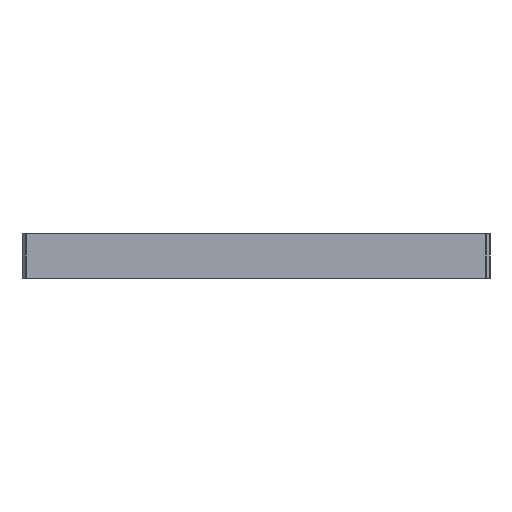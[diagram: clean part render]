
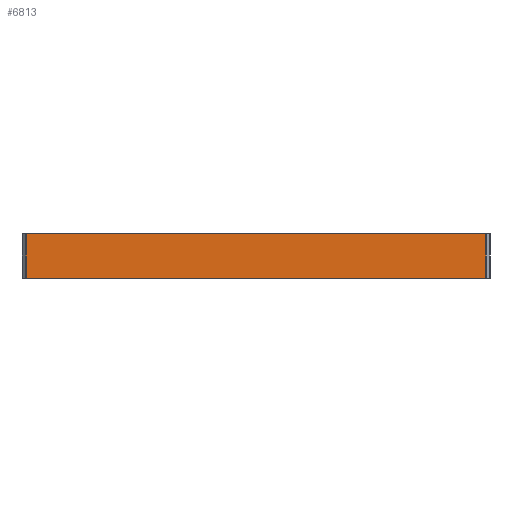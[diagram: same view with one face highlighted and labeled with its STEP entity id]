
A CAD part, front view. The second image highlights one B-rep face of the part: STEP entity #6813.
In plain terms, the highlighted planar face has unit normal (0, -1, 0).
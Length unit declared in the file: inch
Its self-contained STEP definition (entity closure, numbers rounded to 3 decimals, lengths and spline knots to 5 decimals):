
#1111=FACE_OUTER_BOUND('',#1939,.T.);
#1939=EDGE_LOOP('',(#6203,#6204,#6205,#6206));
#1959=LINE('',#10119,#2261);
#2097=LINE('',#11617,#2399);
#2241=LINE('',#11915,#2543);
#2242=LINE('',#11917,#2544);
#2261=VECTOR('',#7848,0.3937);
#2399=VECTOR('',#9614,0.3937);
#2543=VECTOR('',#10044,0.3937);
#2544=VECTOR('',#10047,0.3937);
#3126=VERTEX_POINT('',#10116);
#3127=VERTEX_POINT('',#10118);
#3672=VERTEX_POINT('',#11614);
#3673=VERTEX_POINT('',#11616);
#3698=EDGE_CURVE('',#3126,#3127,#1959,.T.);
#4379=EDGE_CURVE('',#3672,#3673,#2097,.T.);
#4529=EDGE_CURVE('',#3127,#3672,#2241,.T.);
#4530=EDGE_CURVE('',#3673,#3126,#2242,.T.);
#6203=ORIENTED_EDGE('',*,*,#4529,.F.);
#6204=ORIENTED_EDGE('',*,*,#3698,.F.);
#6205=ORIENTED_EDGE('',*,*,#4530,.F.);
#6206=ORIENTED_EDGE('',*,*,#4379,.F.);
#6397=PLANE('',#7807);
#6813=ADVANCED_FACE('',(#1111),#6397,.F.);
#7807=AXIS2_PLACEMENT_3D('',#11916,#10045,#10046);
#7848=DIRECTION('',(0.,0.,-1.));
#9614=DIRECTION('',(0.,0.,1.));
#10044=DIRECTION('',(-1.,0.,0.));
#10045=DIRECTION('center_axis',(0.,1.,0.));
#10046=DIRECTION('ref_axis',(0.,0.,1.));
#10047=DIRECTION('',(1.,0.,0.));
#10116=CARTESIAN_POINT('',(9.475,-28.6894,-2.78867));
#10118=CARTESIAN_POINT('',(9.475,-28.6894,-11.63039));
#10119=CARTESIAN_POINT('',(9.475,-28.6894,-4.95953));
#11614=CARTESIAN_POINT('',(8.625,-28.6894,-11.63039));
#11616=CARTESIAN_POINT('',(8.625,-28.6894,-2.78867));
#11617=CARTESIAN_POINT('',(8.625,-28.6894,-4.95953));
#11915=CARTESIAN_POINT('',(8.625,-28.6894,-11.63039));
#11916=CARTESIAN_POINT('Origin',(8.625,-28.6894,-2.70953));
#11917=CARTESIAN_POINT('',(8.625,-28.6894,-2.78867));
